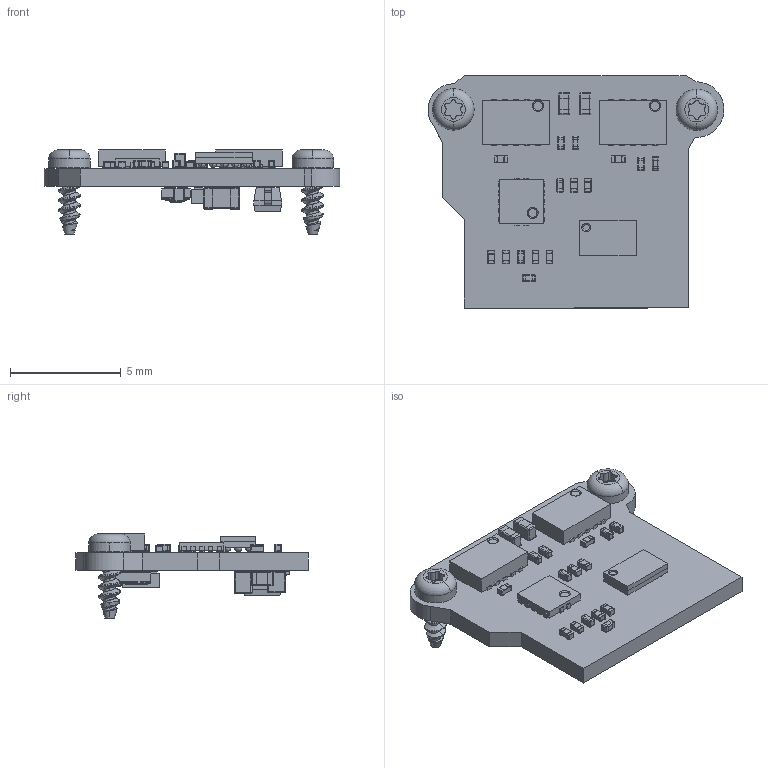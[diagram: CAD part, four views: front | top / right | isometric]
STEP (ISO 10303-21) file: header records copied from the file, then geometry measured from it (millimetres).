
FILE_DESCRIPTION(('KiCad electronic assembly'),'2;1');
FILE_NAME('MS_v4_ETL_LED_Driver_v2.step','2019-11-06T12:29:36',( 'An Author'),('A Company'),'Open CASCADE STEP processor 6.9', 'KiCad to STEP converter','Unknown');
FILE_SCHEMA(('AUTOMOTIVE_DESIGN { 1 0 10303 214 1 1 1 1 }'));
Length unit declared in the file: millimetre
Products named in the file (27): Open CASCADE STEP translator 6.9 1; QFN_14_P40_200X200X40L40X20L; COMPOUND; SON_11_P50_300X200X80L40X25T239X64L; 96817A704_THREAD-FORMING_SCREW_FOR_THIN_PLASTIC; SOLID; LUXEON_Z_InGaN_Direct_Color_0660; R_0201_0603Metric_ERJ_L; SOD_323_250X125X110L30X32L; BGA_15_NP50_3X5_155X255X69B31N; C_0201_0603Metric_L; C_0603_1608Metric_L; C_0402_1005Metric_L; L_0603_1608Metric_L; LUXEON_Z_Lime
Assembly tree (43 placements, depth 3):
  Open CASCADE STEP translator 6.9 1
    QFN_14_P40_200X200X40L40X20L
      COMPOUND
    SON_11_P50_300X200X80L40X25T239X64L  x2
      COMPOUND
    96817A704_THREAD-FORMING_SCREW_FOR_THIN_PLASTIC  x2
      SOLID
    LUXEON_Z_InGaN_Direct_Color_0660
      SOLID
    R_0201_0603Metric_ERJ_L  x8
      COMPOUND
    SOD_323_250X125X110L30X32L
      COMPOUND
    BGA_15_NP50_3X5_155X255X69B31N
      COMPOUND
    C_0201_0603Metric_L  x7
      COMPOUND
    C_0603_1608Metric_L
      COMPOUND
    C_0402_1005Metric_L  x3
      COMPOUND
    L_0603_1608Metric_L
      COMPOUND
    LUXEON_Z_Lime
      COMPOUND
      COMPOUND
    COMPOUND
Bounding box: 13.39 x 10.5 x 3.8 mm (x, y, z)
Volume: 119.9 mm3; surface area: 489.5 mm2
Topology: 132 solids, 132 shells, 1965 faces, 4621 edges, 2732 vertices
Faces by surface type: plane 986, cylinder 716, sphere 203, bspline 26, torus 24, cone 10
Full cylindrical faces by diameter (mm): 1 x2
Entity records: 62159 total; most frequent: CARTESIAN_POINT 16668, DIRECTION 7675, LINE 4710, VECTOR 4710, ORIENTED_EDGE 3958, PCURVE 3958, DEFINITIONAL_REPRESENTATION 3958, EDGE_CURVE 1979
